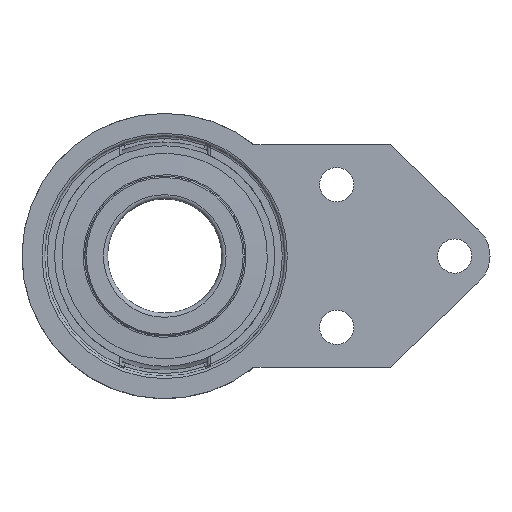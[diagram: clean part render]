
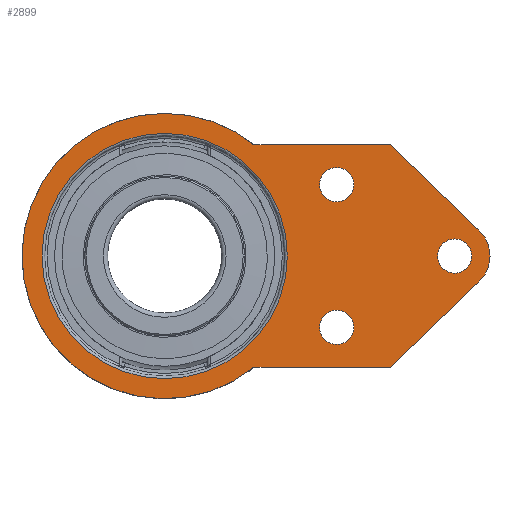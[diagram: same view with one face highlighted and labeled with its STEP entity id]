
A CAD part, left-side view. The second image highlights one B-rep face of the part: STEP entity #2899.
In plain terms, the highlighted face is planar.
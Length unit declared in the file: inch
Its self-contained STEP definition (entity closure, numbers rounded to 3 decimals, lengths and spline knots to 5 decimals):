
#1745=CARTESIAN_POINT('',(-1.9685,0.,-0.));
#1746=VERTEX_POINT('',#1745);
#1753=CARTESIAN_POINT('',(-1.53543,-1.23185,0.));
#1754=VERTEX_POINT('',#1753);
#1755=CARTESIAN_POINT('',(-0.,-0.,0.));
#1756=DIRECTION('',(0.,0.,1.));
#1757=DIRECTION('',(1.,-0.,0.));
#1758=AXIS2_PLACEMENT_3D('',#1755,#1756,#1757);
#1759=CIRCLE('',#1758,1.9685);
#1760=EDGE_CURVE('',#1746,#1754,#1759,.T.);
#2575=CARTESIAN_POINT('',(1.53543,-3.11798,0.));
#2576=VERTEX_POINT('',#2575);
#2583=CARTESIAN_POINT('',(1.53543,-1.23185,0.));
#2584=VERTEX_POINT('',#2583);
#2585=CARTESIAN_POINT('',(1.53543,-3.11798,0.));
#2586=DIRECTION('',(0.,1.,-0.));
#2587=VECTOR('',#2586,0.74257);
#2588=LINE('',#2585,#2587);
#2589=EDGE_CURVE('',#2576,#2584,#2588,.T.);
#2687=CARTESIAN_POINT('',(0.35967,-4.33552,0.));
#2688=VERTEX_POINT('',#2687);
#2695=CARTESIAN_POINT('',(0.35967,-4.33552,0.));
#2696=DIRECTION('',(0.695,0.719,-0.));
#2697=VECTOR('',#2696,0.66637);
#2698=LINE('',#2695,#2697);
#2699=EDGE_CURVE('',#2688,#2576,#2698,.T.);
#2711=CARTESIAN_POINT('',(-0.35967,-4.33552,0.));
#2712=VERTEX_POINT('',#2711);
#2719=CARTESIAN_POINT('',(0.,-3.98819,0.));
#2720=DIRECTION('',(-0.,0.,1.));
#2721=DIRECTION('',(1.,0.,0.));
#2722=AXIS2_PLACEMENT_3D('',#2719,#2720,#2721);
#2723=CIRCLE('',#2722,0.5);
#2724=EDGE_CURVE('',#2712,#2688,#2723,.T.);
#2736=CARTESIAN_POINT('',(-1.53543,-3.11798,0.));
#2737=VERTEX_POINT('',#2736);
#2744=CARTESIAN_POINT('',(-1.53543,-3.11798,0.));
#2745=DIRECTION('',(0.695,-0.719,0.));
#2746=VECTOR('',#2745,0.66637);
#2747=LINE('',#2744,#2746);
#2748=EDGE_CURVE('',#2737,#2712,#2747,.T.);
#2762=CARTESIAN_POINT('',(-1.53543,-1.23185,0.));
#2763=DIRECTION('',(0.,-1.,0.));
#2764=VECTOR('',#2763,0.74257);
#2765=LINE('',#2762,#2764);
#2766=EDGE_CURVE('',#1754,#2737,#2765,.T.);
#2789=CARTESIAN_POINT('',(0.74803,-2.37402,0.));
#2790=VERTEX_POINT('',#2789);
#2799=CARTESIAN_POINT('',(0.98425,-2.37402,0.));
#2800=DIRECTION('',(-0.,0.,1.));
#2801=DIRECTION('',(1.,0.,0.));
#2802=AXIS2_PLACEMENT_3D('',#2799,#2800,#2801);
#2803=CIRCLE('',#2802,0.23622);
#2804=EDGE_CURVE('',#2790,#2790,#2803,.T.);
#2814=CARTESIAN_POINT('',(-0.23622,-4.,0.));
#2815=VERTEX_POINT('',#2814);
#2824=CARTESIAN_POINT('',(0.,-4.,0.));
#2825=DIRECTION('',(-0.,0.,1.));
#2826=DIRECTION('',(1.,0.,0.));
#2827=AXIS2_PLACEMENT_3D('',#2824,#2825,#2826);
#2828=CIRCLE('',#2827,0.23622);
#2829=EDGE_CURVE('',#2815,#2815,#2828,.T.);
#2839=CARTESIAN_POINT('',(-1.22047,-2.37402,0.));
#2840=VERTEX_POINT('',#2839);
#2849=CARTESIAN_POINT('',(-0.98425,-2.37402,0.));
#2850=DIRECTION('',(-0.,0.,1.));
#2851=DIRECTION('',(1.,0.,0.));
#2852=AXIS2_PLACEMENT_3D('',#2849,#2850,#2851);
#2853=CIRCLE('',#2852,0.23622);
#2854=EDGE_CURVE('',#2840,#2840,#2853,.T.);
#2859=CARTESIAN_POINT('',(-0.,-1.18773,0.));
#2860=DIRECTION('',(0.,0.,1.));
#2861=DIRECTION('',(1.,0.,0.));
#2862=AXIS2_PLACEMENT_3D('',#2859,#2860,#2861);
#2863=PLANE('',#2862);
#2864=ORIENTED_EDGE('',*,*,#2804,.T.);
#2865=EDGE_LOOP('',(#2864));
#2866=FACE_BOUND('',#2865,.T.);
#2867=ORIENTED_EDGE('',*,*,#2829,.T.);
#2868=EDGE_LOOP('',(#2867));
#2869=FACE_BOUND('',#2868,.T.);
#2870=ORIENTED_EDGE('',*,*,#2854,.T.);
#2871=EDGE_LOOP('',(#2870));
#2872=FACE_BOUND('',#2871,.T.);
#2873=ORIENTED_EDGE('',*,*,#2766,.F.);
#2874=ORIENTED_EDGE('',*,*,#1760,.F.);
#2875=CARTESIAN_POINT('',(-0.,-0.,0.));
#2876=DIRECTION('',(0.,0.,1.));
#2877=DIRECTION('',(1.,-0.,0.));
#2878=AXIS2_PLACEMENT_3D('',#2875,#2876,#2877);
#2879=CIRCLE('',#2878,1.9685);
#2880=EDGE_CURVE('',#2584,#1746,#2879,.T.);
#2881=ORIENTED_EDGE('',*,*,#2880,.F.);
#2882=ORIENTED_EDGE('',*,*,#2589,.F.);
#2883=ORIENTED_EDGE('',*,*,#2699,.F.);
#2884=ORIENTED_EDGE('',*,*,#2724,.F.);
#2885=ORIENTED_EDGE('',*,*,#2748,.F.);
#2886=EDGE_LOOP('',(#2873,#2874,#2881,#2882,#2883,#2884,#2885));
#2887=FACE_BOUND('',#2886,.T.);
#2888=CARTESIAN_POINT('',(0.,1.69237,-0.));
#2889=VERTEX_POINT('',#2888);
#2890=CARTESIAN_POINT('',(0.,-0.,0.));
#2891=DIRECTION('',(0.,-0.,-1.));
#2892=DIRECTION('',(-0.,-1.,0.));
#2893=AXIS2_PLACEMENT_3D('',#2890,#2891,#2892);
#2894=CIRCLE('',#2893,1.69237);
#2895=EDGE_CURVE('',#2889,#2889,#2894,.T.);
#2896=ORIENTED_EDGE('',*,*,#2895,.F.);
#2897=EDGE_LOOP('',(#2896));
#2898=FACE_BOUND('',#2897,.T.);
#2899=ADVANCED_FACE('',(#2866,#2869,#2872,#2887,#2898),#2863,.F.);
